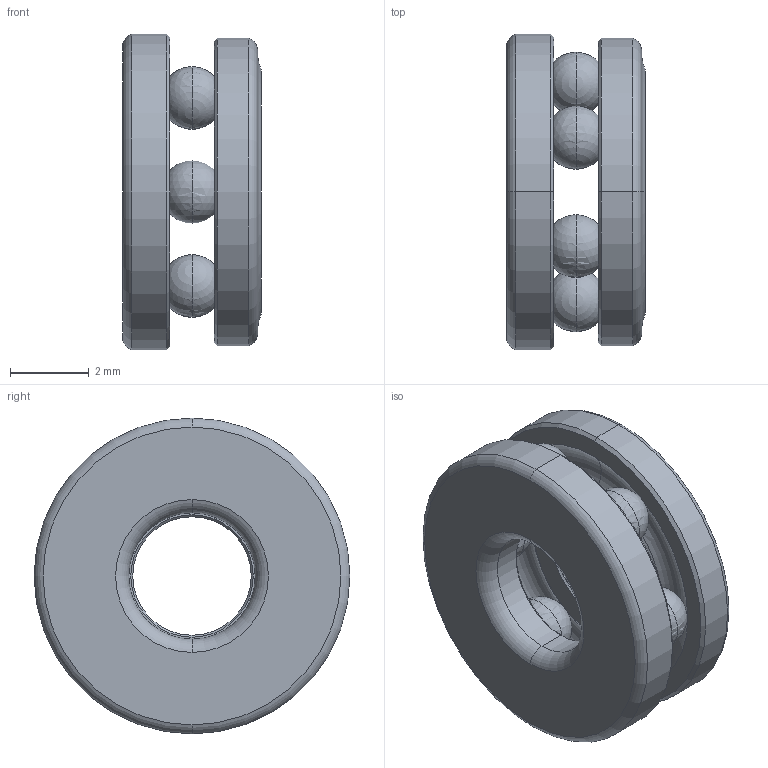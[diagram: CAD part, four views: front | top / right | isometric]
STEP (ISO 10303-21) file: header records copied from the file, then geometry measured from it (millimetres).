
FILE_DESCRIPTION((''),'2;1');
FILE_NAME('LG_AL_F3_8M_B_308X','2021-11-18T11:22:49',('rein_je'),(''),'CREO PARAMETRIC BY PTC INC, 2019471','CREO PARAMETRIC BY PTC INC, 2019471','');
FILE_SCHEMA(('AUTOMOTIVE_DESIGN { 1 0 10303 214 1 1 1 1 }'));
Length unit declared in the file: millimetre
Products named in the file (1): LG_AL_F3_8M_B_308X
Bounding box: 3.5 x 8 x 8 mm (x, y, z)
Volume: 101.6 mm3; surface area: 284.1 mm2
Topology: 1 solids, 1 shells, 53 faces, 155 edges, 86 vertices
Faces by surface type: torus 18, sphere 12, cone 8, cylinder 8, plane 7
Entity records: 2498 total; most frequent: CARTESIAN_POINT 578, DIRECTION 311, ORIENTED_EDGE 260, AXIS2_PLACEMENT_3D 147, PRESENTATION_STYLE_ASSIGNMENT 145, STYLED_ITEM 133, CURVE_STYLE 132, EDGE_CURVE 130
